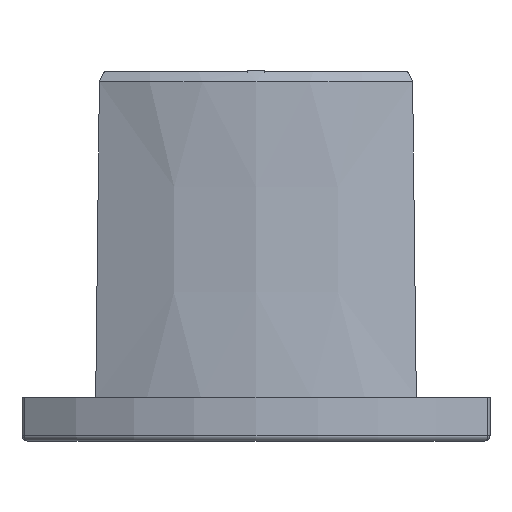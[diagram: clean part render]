
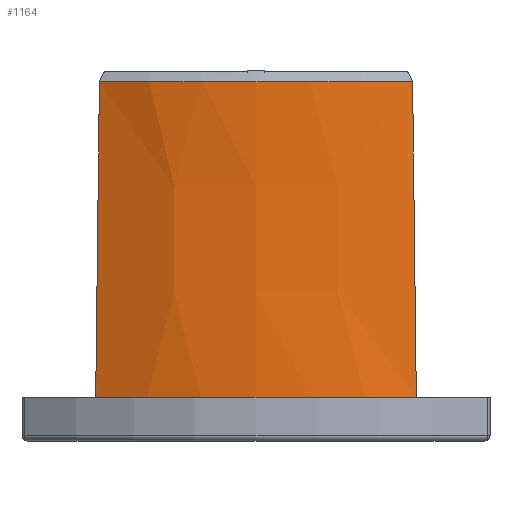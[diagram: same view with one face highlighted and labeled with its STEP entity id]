
A CAD part, front view. The second image highlights one B-rep face of the part: STEP entity #1164.
In plain terms, the highlighted conical face has half-angle 0.5 degrees and reference radius 33.5 mm.
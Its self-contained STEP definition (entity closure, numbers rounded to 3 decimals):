
#2 = CARTESIAN_POINT ( 'NONE',  ( 14.39, -19.121, 33. ) ) ;
#3 = EDGE_CURVE ( 'NONE', #1093, #715, #16, .T. ) ;
#5 = DIRECTION ( 'NONE',  ( 1., 0., 0. ) ) ;
#16 = CIRCLE ( 'NONE', #332, 33.247 ) ;
#45 = CARTESIAN_POINT ( 'NONE',  ( -14.729, -19.238, 4. ) ) ;
#82 = CARTESIAN_POINT ( 'NONE',  ( 0., 10.85, 4. ) ) ;
#91 = CARTESIAN_POINT ( 'NONE',  ( -14.504, -19.16, 23.333 ) ) ;
#113 = B_SPLINE_CURVE_WITH_KNOTS ( 'NONE', 3,
 ( #462, #91, #185, #1137 ),
 .UNSPECIFIED., .F., .F.,
 ( 4, 4 ),
 ( 0.001, 0.03 ),
 .UNSPECIFIED. ) ;
#185 = CARTESIAN_POINT ( 'NONE',  ( -14.617, -19.199, 13.667 ) ) ;
#204 = AXIS2_PLACEMENT_3D ( 'NONE', #82, #934, #753 ) ;
#314 = EDGE_CURVE ( 'NONE', #1093, #1106, #113, .T. ) ;
#332 = AXIS2_PLACEMENT_3D ( 'NONE', #1049, #1128, #5 ) ;
#338 = CARTESIAN_POINT ( 'NONE',  ( -14.39, -19.121, 33. ) ) ;
#462 = CARTESIAN_POINT ( 'NONE',  ( -14.39, -19.121, 33. ) ) ;
#473 = VERTEX_POINT ( 'NONE', #976 ) ;
#486 = EDGE_LOOP ( 'NONE', ( #1200, #582, #613, #704 ) ) ;
#552 = CARTESIAN_POINT ( 'NONE',  ( 14.504, -19.16, 23.333 ) ) ;
#582 = ORIENTED_EDGE ( 'NONE', *, *, #930, .F. ) ;
#613 = ORIENTED_EDGE ( 'NONE', *, *, #737, .F. ) ;
#661 = FACE_OUTER_BOUND ( 'NONE', #486, .T. ) ;
#678 = AXIS2_PLACEMENT_3D ( 'NONE', #874, #989, #1195 ) ;
#704 = ORIENTED_EDGE ( 'NONE', *, *, #3, .F. ) ;
#715 = VERTEX_POINT ( 'NONE', #1235 ) ;
#737 = EDGE_CURVE ( 'NONE', #715, #473, #985, .T. ) ;
#753 = DIRECTION ( 'NONE',  ( 1., 0., 0. ) ) ;
#804 = CIRCLE ( 'NONE', #678, 33.5 ) ;
#874 = CARTESIAN_POINT ( 'NONE',  ( 0., 10.85, 4. ) ) ;
#930 = EDGE_CURVE ( 'NONE', #473, #1106, #804, .T. ) ;
#934 = DIRECTION ( 'NONE',  ( 0., 0., -1. ) ) ;
#942 = CARTESIAN_POINT ( 'NONE',  ( 14.729, -19.238, 4. ) ) ;
#976 = CARTESIAN_POINT ( 'NONE',  ( 14.729, -19.238, 4. ) ) ;
#985 = B_SPLINE_CURVE_WITH_KNOTS ( 'NONE', 3,
 ( #2, #552, #1136, #942 ),
 .UNSPECIFIED., .F., .F.,
 ( 4, 4 ),
 ( 0.001, 0.03 ),
 .UNSPECIFIED. ) ;
#989 = DIRECTION ( 'NONE',  ( 0., 0., -1. ) ) ;
#1049 = CARTESIAN_POINT ( 'NONE',  ( 0., 10.85, 33. ) ) ;
#1093 = VERTEX_POINT ( 'NONE', #338 ) ;
#1106 = VERTEX_POINT ( 'NONE', #45 ) ;
#1128 = DIRECTION ( 'NONE',  ( 0., 0., 1. ) ) ;
#1136 = CARTESIAN_POINT ( 'NONE',  ( 14.617, -19.199, 13.667 ) ) ;
#1137 = CARTESIAN_POINT ( 'NONE',  ( -14.729, -19.238, 4. ) ) ;
#1164 = ADVANCED_FACE ( 'NONE', ( #661 ), #1185, .T. ) ;
#1185 = CONICAL_SURFACE ( 'NONE', #204, 33.5, 0.009 ) ;
#1195 = DIRECTION ( 'NONE',  ( 1., 0., 0. ) ) ;
#1200 = ORIENTED_EDGE ( 'NONE', *, *, #314, .T. ) ;
#1235 = CARTESIAN_POINT ( 'NONE',  ( 14.39, -19.121, 33. ) ) ;
